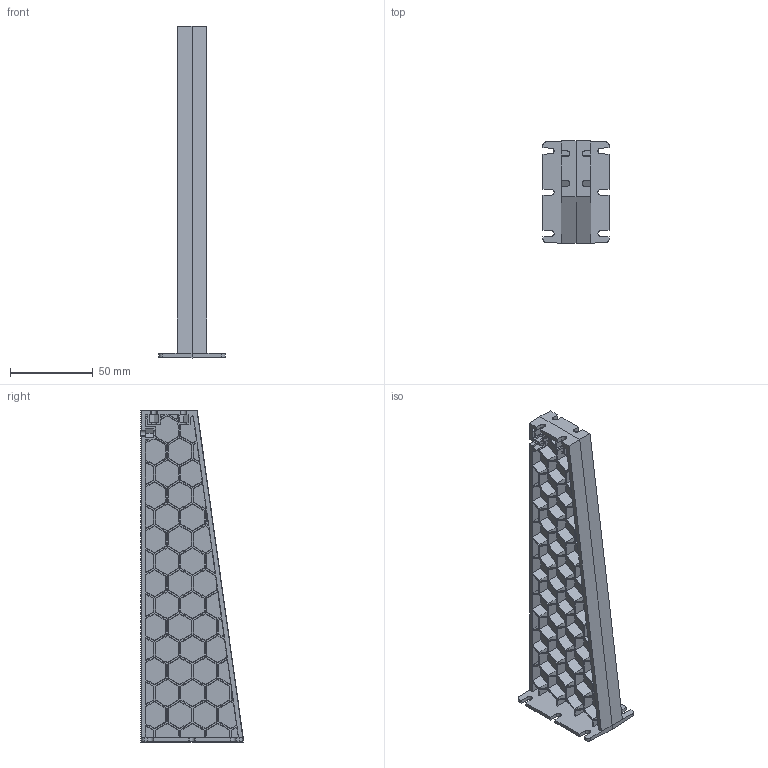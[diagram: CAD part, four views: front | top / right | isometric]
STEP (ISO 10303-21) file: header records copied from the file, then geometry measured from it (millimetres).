
FILE_DESCRIPTION(/* description */ ('STEP AP242','CAx-IF Rec.Pracs.---Representation and Presentation of Product Manufacturing Information (PMI)---4.0---2014-10-13','CAx-IF Rec.Pracs.---3D Tessellated Geometry---0.4---2014-09-14','2;1'),/* implementation_level */ '2;1');
FILE_NAME(/* name */ '6618553f6b66f90eb684935d',/* time_stamp */ '2024-04-11T21:25:20Z',/* author */ (''),/* organization */ (''),/* preprocessor_version */ 'ST-DEVELOPER v20',/* originating_system */ ' ',/* authorisation */ ' ');
FILE_SCHEMA (('AP242_MANAGED_MODEL_BASED_3D_ENGINEERING_MIM_LF { 1 0 10303 442 1 1 4 }'));
Length unit declared in the file: metre
Products named in the file (1): Post support
Bounding box: 40 x 62 x 201 mm (x, y, z)
Volume: 76791.6 mm3; surface area: 63653.7 mm2
Topology: 1 solids, 1 shells, 872 faces, 2293 edges, 1527 vertices
Faces by surface type: plane 850, cylinder 22
Entity records: 26363 total; most frequent: CARTESIAN_POINT 4693, ORIENTED_EDGE 4586, DIRECTION 4083, EDGE_CURVE 2293, LINE 2249, VECTOR 2249, VERTEX_POINT 1527, EDGE_LOOP 976
